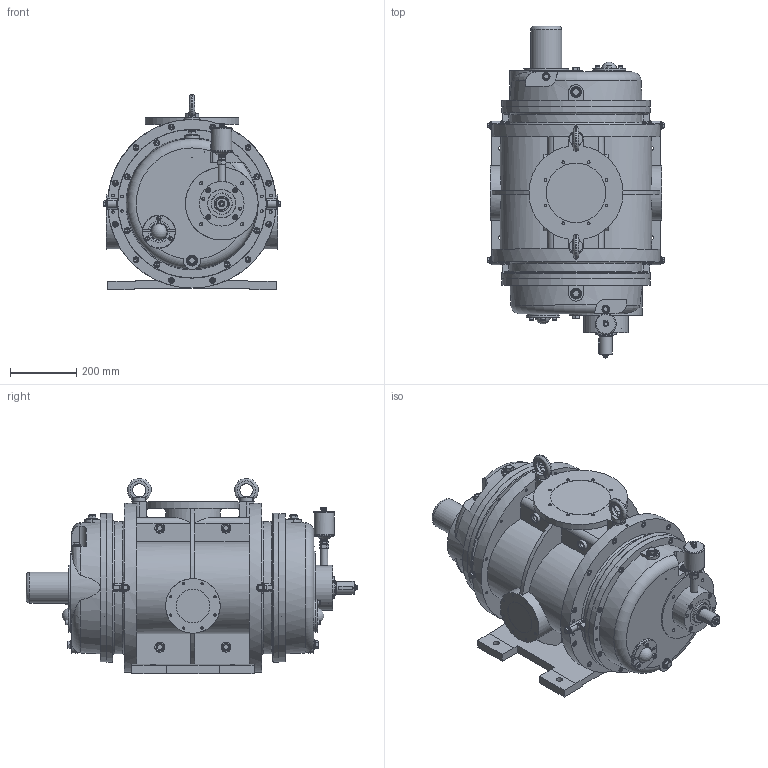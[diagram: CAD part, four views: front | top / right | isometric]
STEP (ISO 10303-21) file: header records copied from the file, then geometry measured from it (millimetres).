
FILE_DESCRIPTION((''),'2;1');
FILE_NAME('PP920856.stp','2011-01-14T11:33:49',('WANGORSCH-V'),(''),'Autodesk Inventor 2009','Autodesk Inventor 2009','');
FILE_SCHEMA(('CONFIG_CONTROL_DESIGN'));
Length unit declared in the file: millimetre
Products named in the file (1): PP920856
Bounding box: 533.6 x 1004.5 x 591 mm (x, y, z)
Volume: 115122846.8 mm3; surface area: 2516796.1 mm2
Topology: 1 solids, 88 shells, 2140 faces, 4915 edges, 3115 vertices
Faces by surface type: plane 998, bspline 463, cylinder 383, cone 192, torus 96, sphere 8
Full cylindrical faces by diameter (mm): 1.35 x1, 1.4 x2, 6.647 x14, 8 x14, 8.376 x12, 9 x14, 9.5 x2, 10 x40, 11.6 x1, 12.8 x2, 13 x15, 14.95 x4, 15 x8, 16 x40, 16.662 x1, 17 x6, 18 x3, 19.9 x1, 22 x8, 24 x4, 26.441 x2, 30 x4, 32 x4, 37.6 x1, 38 x1, 40 x2, 50 x2, 60 x1, 63 x2, 65.5 x2
Entity records: 68230 total; most frequent: CARTESIAN_POINT 25613, DIRECTION 7964, ORIENTED_EDGE 7484, EDGE_CURVE 3742, AXIS2_PLACEMENT_3D 3289, EDGE_LOOP 3238, VERTEX_POINT 2714, FACE_OUTER_BOUND 2140
